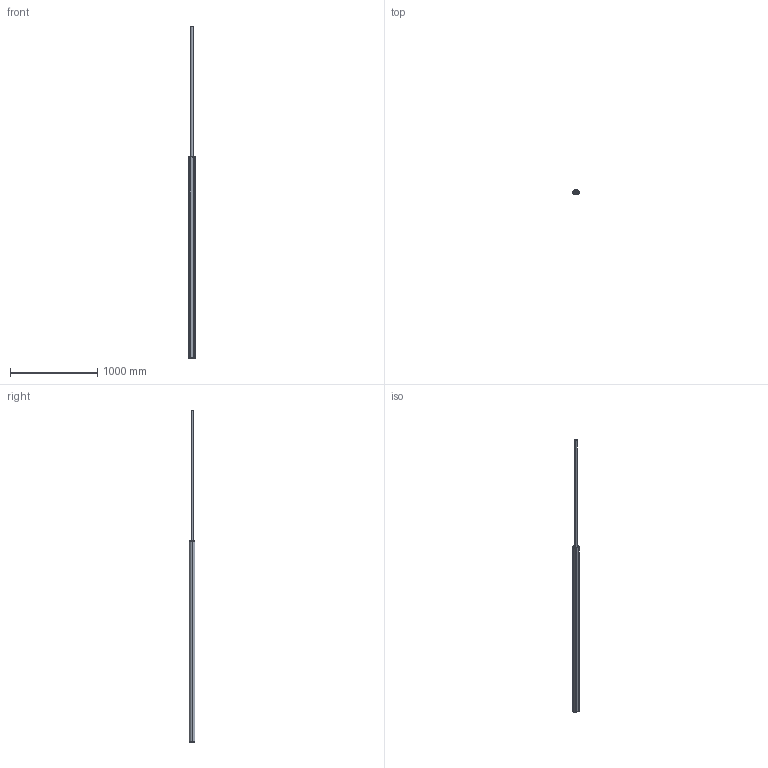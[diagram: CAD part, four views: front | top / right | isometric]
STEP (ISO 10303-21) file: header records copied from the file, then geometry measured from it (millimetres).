
FILE_DESCRIPTION (( 'STEP AP214' ), '1' );
FILE_NAME ('6290097.stp', '2016-06-29T07:15:55', ( '' ), ( '' ), 'SwSTEP 2.0', 'SolidWorks 2014', '' );
FILE_SCHEMA (( 'AUTOMOTIVE_DESIGN' ));
Length unit declared in the file: millimetre
Products named in the file (8): 6290097; 026463_L=2300; 026468_L=2303; 031168_L=2303; 031602_Standard; 031601T1_Standard; 031601_Standard; P_34509024_1_Standard
Assembly tree (7 placements, depth 3):
  6290097
    026463_L=2300
    031168_L=2303
      026468_L=2303
    031602_Standard
    031601_Standard
      031601T1_Standard
    P_34509024_1_Standard
Bounding box: 71.01 x 60.05 x 3806 mm (x, y, z)
Volume: 1343701.3 mm3; surface area: 1535432.3 mm2
Topology: 5 solids, 5 shells, 89 faces, 237 edges, 158 vertices
Faces by surface type: cylinder 51, plane 38
Entity records: 3143 total; most frequent: DIRECTION 541, CARTESIAN_POINT 496, ORIENTED_EDGE 474, EDGE_CURVE 237, AXIS2_PLACEMENT_3D 203, VERTEX_POINT 158, VECTOR 135, LINE 135
